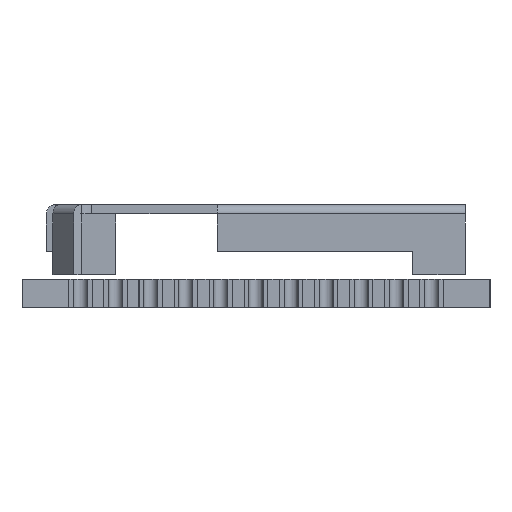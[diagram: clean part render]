
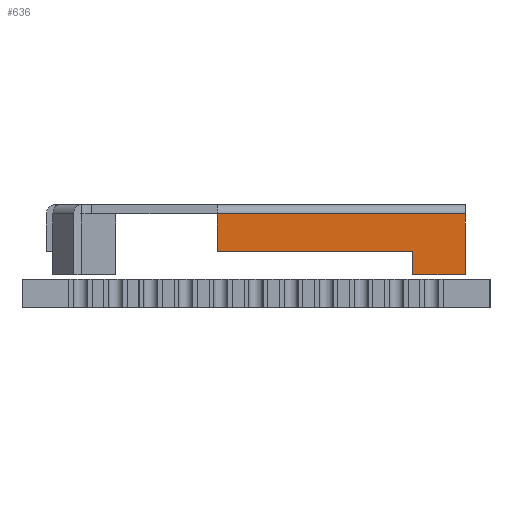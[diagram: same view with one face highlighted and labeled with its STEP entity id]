
A CAD part, front view. The second image highlights one B-rep face of the part: STEP entity #636.
In plain terms, the highlighted face is planar.
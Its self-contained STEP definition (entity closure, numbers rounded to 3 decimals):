
#64 = VERTEX_POINT ( 'NONE', #8453 ) ;
#636 = ADVANCED_FACE ( 'NONE', ( #4157 ), #2470, .T. ) ;
#881 = DIRECTION ( 'NONE',  ( 0., -1., 0. ) ) ;
#1036 = DIRECTION ( 'NONE',  ( 0., 0., -1. ) ) ;
#1087 = VERTEX_POINT ( 'NONE', #1239 ) ;
#1106 = DIRECTION ( 'NONE',  ( 0., 0., 1. ) ) ;
#1239 = CARTESIAN_POINT ( 'NONE',  ( 0.651, 5.894, 0.5 ) ) ;
#1966 = LINE ( 'NONE', #4780, #1980 ) ;
#1980 = VECTOR ( 'NONE', #10648, 1000. ) ;
#2195 = CARTESIAN_POINT ( 'NONE',  ( 0.651, 1.721, 0. ) ) ;
#2470 = PLANE ( 'NONE',  #4688 ) ;
#2482 = LINE ( 'NONE', #8408, #4576 ) ;
#2611 = DIRECTION ( 'NONE',  ( 0., -1., 0. ) ) ;
#2885 = ORIENTED_EDGE ( 'NONE', *, *, #8428, .T. ) ;
#3038 = LINE ( 'NONE', #9069, #4888 ) ;
#3042 = EDGE_CURVE ( 'NONE', #64, #1087, #6034, .T. ) ;
#3603 = DIRECTION ( 'NONE',  ( -1., 0., 0. ) ) ;
#3670 = VERTEX_POINT ( 'NONE', #7030 ) ;
#4001 = ORIENTED_EDGE ( 'NONE', *, *, #7770, .F. ) ;
#4031 = VECTOR ( 'NONE', #6970, 1000. ) ;
#4053 = EDGE_CURVE ( 'NONE', #5180, #10335, #1966, .T. ) ;
#4157 = FACE_OUTER_BOUND ( 'NONE', #4845, .T. ) ;
#4510 = CARTESIAN_POINT ( 'NONE',  ( 0.651, 4.635, 0.5 ) ) ;
#4567 = ORIENTED_EDGE ( 'NONE', *, *, #7010, .T. ) ;
#4576 = VECTOR ( 'NONE', #881, 1000. ) ;
#4586 = CARTESIAN_POINT ( 'NONE',  ( 0.651, 0.593, 1.3 ) ) ;
#4688 = AXIS2_PLACEMENT_3D ( 'NONE', #6825, #3603, #1106 ) ;
#4780 = CARTESIAN_POINT ( 'NONE',  ( 0.651, 0.593, 1.5 ) ) ;
#4845 = EDGE_LOOP ( 'NONE', ( #4001, #5631, #2885, #4567, #10933, #8242 ) ) ;
#4888 = VECTOR ( 'NONE', #9927, 1000. ) ;
#5180 = VERTEX_POINT ( 'NONE', #6248 ) ;
#5631 = ORIENTED_EDGE ( 'NONE', *, *, #3042, .T. ) ;
#6034 = LINE ( 'NONE', #10245, #9213 ) ;
#6248 = CARTESIAN_POINT ( 'NONE',  ( 0.651, 0.593, 0. ) ) ;
#6821 = CARTESIAN_POINT ( 'NONE',  ( 0.651, 0.593, 1.3 ) ) ;
#6825 = CARTESIAN_POINT ( 'NONE',  ( 0.651, 4.635, 1.5 ) ) ;
#6837 = VERTEX_POINT ( 'NONE', #2195 ) ;
#6970 = DIRECTION ( 'NONE',  ( 0., -1., 0. ) ) ;
#7010 = EDGE_CURVE ( 'NONE', #3670, #6837, #3038, .T. ) ;
#7030 = CARTESIAN_POINT ( 'NONE',  ( 0.651, 1.721, 0.5 ) ) ;
#7770 = EDGE_CURVE ( 'NONE', #64, #10335, #8966, .T. ) ;
#7813 = EDGE_CURVE ( 'NONE', #6837, #5180, #2482, .T. ) ;
#8242 = ORIENTED_EDGE ( 'NONE', *, *, #4053, .T. ) ;
#8408 = CARTESIAN_POINT ( 'NONE',  ( 0.651, 4.635, 0. ) ) ;
#8428 = EDGE_CURVE ( 'NONE', #1087, #3670, #8945, .T. ) ;
#8453 = CARTESIAN_POINT ( 'NONE',  ( 0.651, 5.894, 1.3 ) ) ;
#8945 = LINE ( 'NONE', #4510, #4031 ) ;
#8966 = LINE ( 'NONE', #6821, #9770 ) ;
#9069 = CARTESIAN_POINT ( 'NONE',  ( 0.651, 1.721, 1.5 ) ) ;
#9213 = VECTOR ( 'NONE', #1036, 1000. ) ;
#9770 = VECTOR ( 'NONE', #2611, 1000. ) ;
#9927 = DIRECTION ( 'NONE',  ( 0., 0., -1. ) ) ;
#10245 = CARTESIAN_POINT ( 'NONE',  ( 0.651, 5.894, 1.5 ) ) ;
#10335 = VERTEX_POINT ( 'NONE', #4586 ) ;
#10648 = DIRECTION ( 'NONE',  ( 0., 0., 1. ) ) ;
#10933 = ORIENTED_EDGE ( 'NONE', *, *, #7813, .T. ) ;
